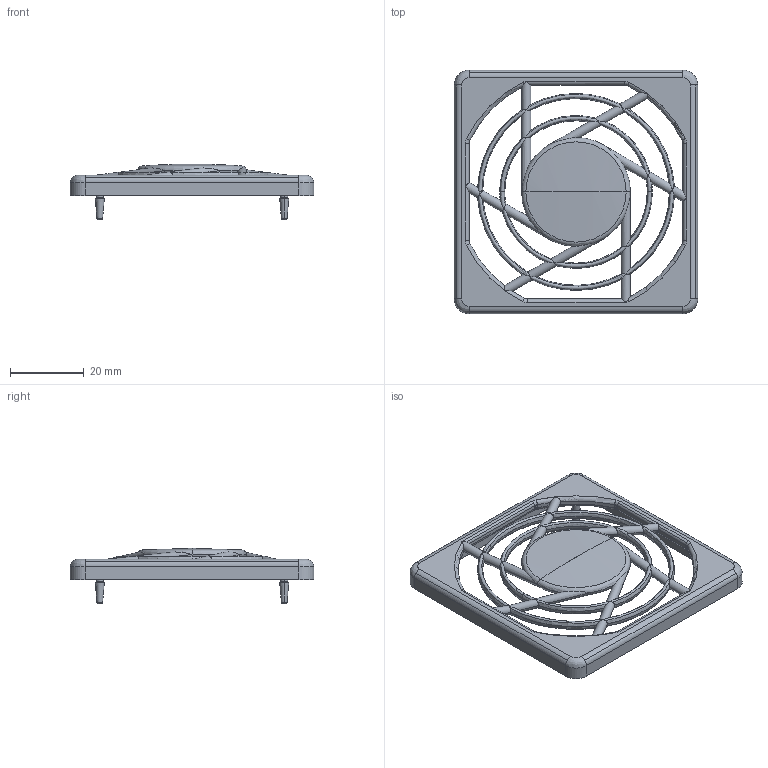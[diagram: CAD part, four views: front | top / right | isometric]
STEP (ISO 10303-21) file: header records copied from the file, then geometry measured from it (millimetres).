
FILE_DESCRIPTION((''),'2;1');
FILE_NAME('SG-60-02.stp','2005-07-05T15:30:03',(''),(''),'Mechanical Desktop.R8.0.24.0','Mechanical Desktop.R8.0.24.0',', , ');
FILE_SCHEMA(('CONFIG_CONTROL_DESIGN'));
Length unit declared in the file: millimetre
Products named in the file (2): SG-60-02A; SG-60-02
Assembly tree (1 placements, depth 2):
  SG-60-02A
    SG-60-02
Bounding box: 66 x 66 x 15.1 mm (x, y, z)
Volume: 8498.1 mm3; surface area: 9207.1 mm2
Topology: 1 solids, 1 shells, 900 faces, 2588 edges, 1687 vertices
Faces by surface type: bspline 541, plane 127, torus 116, cylinder 98, cone 16, sphere 2
Entity records: 35234 total; most frequent: CARTESIAN_POINT 15518, ORIENTED_EDGE 5168, EDGE_CURVE 2584, DIRECTION 2327, VERTEX_POINT 1687, B_SPLINE_CURVE_WITH_KNOTS 1340, EDGE_LOOP 937, FACE_OUTER_BOUND 900
